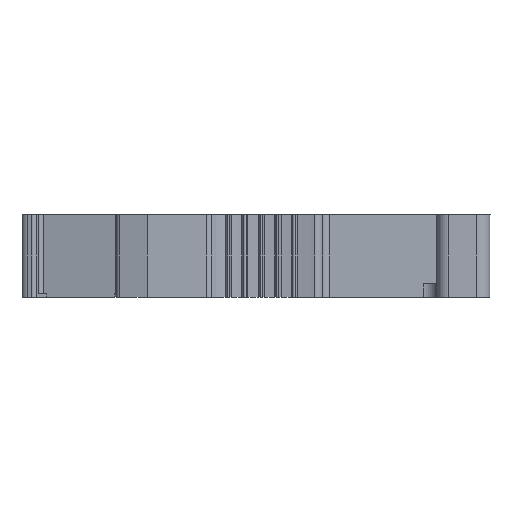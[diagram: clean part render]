
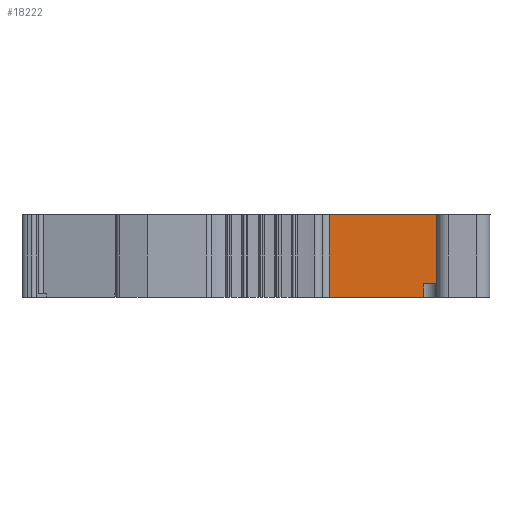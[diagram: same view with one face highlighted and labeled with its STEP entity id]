
A CAD part, left-side view. The second image highlights one B-rep face of the part: STEP entity #18222.
In plain terms, the highlighted planar face has unit normal (-1, 0, 0).
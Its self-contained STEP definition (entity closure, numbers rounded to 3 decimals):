
#5652=DIRECTION('',(0.,1.,0.));
#5653=VECTOR('',#5652,3.1);
#5654=CARTESIAN_POINT('',(-19.,-4.1,-2.1));
#5655=LINE('',#5654,#5653);
#5656=DIRECTION('',(0.,1.,0.));
#5657=VECTOR('',#5656,7.1);
#5658=CARTESIAN_POINT('',(-19.,-1.,-3.1));
#5659=LINE('',#5658,#5657);
#5660=DIRECTION('',(0.,-1.,0.));
#5661=VECTOR('',#5660,10.2);
#5662=CARTESIAN_POINT('',(-19.,6.1,3.1));
#5663=LINE('',#5662,#5661);
#5664=DIRECTION('',(0.,0.,1.));
#5665=VECTOR('',#5664,1.);
#5666=CARTESIAN_POINT('',(-19.,-1.,-3.1));
#5667=LINE('',#5666,#5665);
#5684=DIRECTION('',(0.,0.,-1.));
#5685=VECTOR('',#5684,6.2);
#5686=CARTESIAN_POINT('',(-19.,6.1,3.1));
#5687=LINE('',#5686,#5685);
#7586=DIRECTION('',(0.,0.,1.));
#7587=VECTOR('',#7586,5.2);
#7588=CARTESIAN_POINT('',(-19.,-4.1,-2.1));
#7589=LINE('',#7588,#7587);
#8527=CARTESIAN_POINT('',(-19.,6.1,-3.1));
#8528=VERTEX_POINT('',#8527);
#8529=CARTESIAN_POINT('',(-19.,-1.,-3.1));
#8530=VERTEX_POINT('',#8529);
#8867=CARTESIAN_POINT('',(-19.,-4.1,3.1));
#8868=VERTEX_POINT('',#8867);
#8869=CARTESIAN_POINT('',(-19.,6.1,3.1));
#8870=VERTEX_POINT('',#8869);
#10139=CARTESIAN_POINT('',(-19.,-1.,-2.1));
#10140=VERTEX_POINT('',#10139);
#10141=CARTESIAN_POINT('',(-19.,-4.1,-2.1));
#10142=VERTEX_POINT('',#10141);
#18206=CARTESIAN_POINT('',(-19.,1.,0.));
#18207=DIRECTION('',(1.,0.,0.));
#18208=DIRECTION('',(0.,-1.,0.));
#18209=AXIS2_PLACEMENT_3D('',#18206,#18207,#18208);
#18210=PLANE('',#18209);
#18211=ORIENTED_EDGE('',*,*,#18187,.T.);
#18213=ORIENTED_EDGE('',*,*,#18212,.F.);
#18214=ORIENTED_EDGE('',*,*,#11006,.T.);
#18216=ORIENTED_EDGE('',*,*,#18215,.F.);
#18217=ORIENTED_EDGE('',*,*,#11376,.T.);
#18219=ORIENTED_EDGE('',*,*,#18218,.F.);
#18220=EDGE_LOOP('',(#18211,#18213,#18214,#18216,#18217,#18219));
#18221=FACE_OUTER_BOUND('',#18220,.F.);
#18222=ADVANCED_FACE('',(#18221),#18210,.F.);
#11006=EDGE_CURVE('',#8530,#8528,#5659,.T.);
#11376=EDGE_CURVE('',#8870,#8868,#5663,.T.);
#18187=EDGE_CURVE('',#10142,#10140,#5655,.T.);
#18212=EDGE_CURVE('',#8530,#10140,#5667,.T.);
#18215=EDGE_CURVE('',#8870,#8528,#5687,.T.);
#18218=EDGE_CURVE('',#10142,#8868,#7589,.T.);
